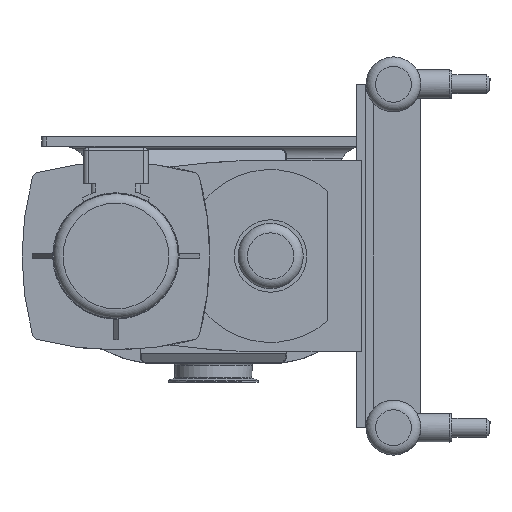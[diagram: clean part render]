
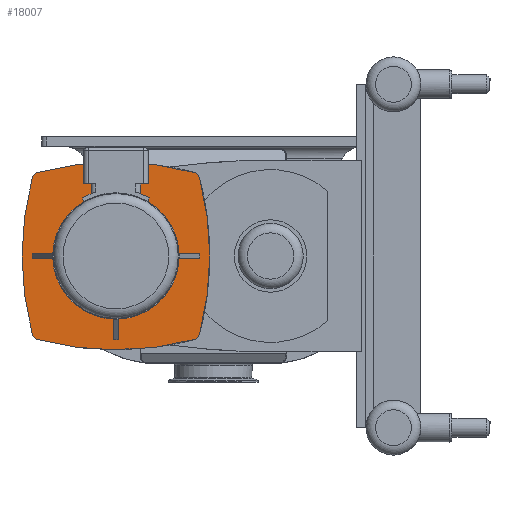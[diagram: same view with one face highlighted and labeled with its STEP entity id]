
A CAD part, left-side view. The second image highlights one B-rep face of the part: STEP entity #18007.
In plain terms, the highlighted planar face has unit normal (-1, 0, 0).
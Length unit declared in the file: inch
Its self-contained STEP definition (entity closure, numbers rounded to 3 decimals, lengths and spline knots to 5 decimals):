
#622=FACE_BOUND('',#3507,.T.);
#1102=CIRCLE('',#19198,0.39);
#1103=CIRCLE('',#19199,15.75);
#1104=CIRCLE('',#19200,0.39);
#1105=CIRCLE('',#19201,15.75);
#1106=CIRCLE('',#19202,0.39);
#1107=CIRCLE('',#19203,15.75);
#1108=CIRCLE('',#19204,0.39);
#1109=CIRCLE('',#19205,15.75);
#1110=CIRCLE('',#19206,2.50338);
#1111=CIRCLE('',#19207,2.50338);
#1112=CIRCLE('',#19208,2.50338);
#1113=CIRCLE('',#19209,2.50338);
#2413=FACE_OUTER_BOUND('',#3506,.T.);
#3506=EDGE_LOOP('',(#12920,#12921,#12922,#12923,#12924,#12925,#12926,#12927));
#3507=EDGE_LOOP('',(#12928,#12929,#12930,#12931,#12932,#12933,#12934,#12935,
#12936,#12937,#12938,#12939,#12940,#12941,#12942,#12943));
#4821=LINE('',#28191,#6224);
#4825=LINE('',#28199,#6228);
#4828=LINE('',#28210,#6231);
#4832=LINE('',#28218,#6235);
#4835=LINE('',#28229,#6238);
#4839=LINE('',#28241,#6242);
#4842=LINE('',#28252,#6245);
#4846=LINE('',#28263,#6249);
#4848=LINE('',#28267,#6251);
#4851=LINE('',#28297,#6254);
#4852=LINE('',#28299,#6255);
#4853=LINE('',#28301,#6256);
#6224=VECTOR('',#21856,0.3937);
#6228=VECTOR('',#21862,0.3937);
#6231=VECTOR('',#21867,0.3937);
#6235=VECTOR('',#21873,0.3937);
#6238=VECTOR('',#21878,0.3937);
#6242=VECTOR('',#21884,0.3937);
#6245=VECTOR('',#21889,0.3937);
#6249=VECTOR('',#21895,0.3937);
#6251=VECTOR('',#21899,0.3937);
#6254=VECTOR('',#21926,0.3937);
#6255=VECTOR('',#21927,0.3937);
#6256=VECTOR('',#21928,0.3937);
#7649=VERTEX_POINT('',#28189);
#7650=VERTEX_POINT('',#28190);
#7653=VERTEX_POINT('',#28198);
#7656=VERTEX_POINT('',#28208);
#7657=VERTEX_POINT('',#28209);
#7660=VERTEX_POINT('',#28217);
#7663=VERTEX_POINT('',#28227);
#7664=VERTEX_POINT('',#28228);
#7668=VERTEX_POINT('',#28240);
#7671=VERTEX_POINT('',#28250);
#7672=VERTEX_POINT('',#28251);
#7676=VERTEX_POINT('',#28266);
#7679=VERTEX_POINT('',#28276);
#7680=VERTEX_POINT('',#28277);
#7681=VERTEX_POINT('',#28279);
#7682=VERTEX_POINT('',#28281);
#7683=VERTEX_POINT('',#28283);
#7684=VERTEX_POINT('',#28285);
#7685=VERTEX_POINT('',#28287);
#7686=VERTEX_POINT('',#28289);
#7687=VERTEX_POINT('',#28294);
#7688=VERTEX_POINT('',#28296);
#7689=VERTEX_POINT('',#28298);
#7690=VERTEX_POINT('',#28300);
#9603=EDGE_CURVE('',#7649,#7650,#4821,.T.);
#9607=EDGE_CURVE('',#7653,#7649,#4825,.T.);
#9611=EDGE_CURVE('',#7656,#7657,#4828,.T.);
#9615=EDGE_CURVE('',#7657,#7660,#4832,.T.);
#9619=EDGE_CURVE('',#7663,#7664,#4835,.T.);
#9624=EDGE_CURVE('',#7668,#7656,#4839,.T.);
#9628=EDGE_CURVE('',#7671,#7672,#4842,.T.);
#9633=EDGE_CURVE('',#7664,#7671,#4846,.T.);
#9635=EDGE_CURVE('',#7650,#7676,#4848,.T.);
#9639=EDGE_CURVE('',#7679,#7680,#1102,.T.);
#9640=EDGE_CURVE('',#7679,#7681,#1103,.T.);
#9641=EDGE_CURVE('',#7682,#7681,#1104,.T.);
#9642=EDGE_CURVE('',#7682,#7683,#1105,.T.);
#9643=EDGE_CURVE('',#7684,#7683,#1106,.T.);
#9644=EDGE_CURVE('',#7684,#7685,#1107,.T.);
#9645=EDGE_CURVE('',#7686,#7685,#1108,.T.);
#9646=EDGE_CURVE('',#7686,#7680,#1109,.T.);
#9647=EDGE_CURVE('',#7672,#7653,#1110,.T.);
#9648=EDGE_CURVE('',#7676,#7668,#1111,.T.);
#9649=EDGE_CURVE('',#7660,#7687,#1112,.T.);
#9650=EDGE_CURVE('',#7687,#7688,#4851,.T.);
#9651=EDGE_CURVE('',#7688,#7689,#4852,.T.);
#9652=EDGE_CURVE('',#7689,#7690,#4853,.T.);
#9653=EDGE_CURVE('',#7690,#7663,#1113,.T.);
#12920=ORIENTED_EDGE('',*,*,#9639,.F.);
#12921=ORIENTED_EDGE('',*,*,#9640,.T.);
#12922=ORIENTED_EDGE('',*,*,#9641,.F.);
#12923=ORIENTED_EDGE('',*,*,#9642,.T.);
#12924=ORIENTED_EDGE('',*,*,#9643,.F.);
#12925=ORIENTED_EDGE('',*,*,#9644,.T.);
#12926=ORIENTED_EDGE('',*,*,#9645,.F.);
#12927=ORIENTED_EDGE('',*,*,#9646,.T.);
#12928=ORIENTED_EDGE('',*,*,#9619,.T.);
#12929=ORIENTED_EDGE('',*,*,#9633,.T.);
#12930=ORIENTED_EDGE('',*,*,#9628,.T.);
#12931=ORIENTED_EDGE('',*,*,#9647,.T.);
#12932=ORIENTED_EDGE('',*,*,#9607,.T.);
#12933=ORIENTED_EDGE('',*,*,#9603,.T.);
#12934=ORIENTED_EDGE('',*,*,#9635,.T.);
#12935=ORIENTED_EDGE('',*,*,#9648,.T.);
#12936=ORIENTED_EDGE('',*,*,#9624,.T.);
#12937=ORIENTED_EDGE('',*,*,#9611,.T.);
#12938=ORIENTED_EDGE('',*,*,#9615,.T.);
#12939=ORIENTED_EDGE('',*,*,#9649,.T.);
#12940=ORIENTED_EDGE('',*,*,#9650,.T.);
#12941=ORIENTED_EDGE('',*,*,#9651,.T.);
#12942=ORIENTED_EDGE('',*,*,#9652,.T.);
#12943=ORIENTED_EDGE('',*,*,#9653,.T.);
#17433=PLANE('',#19197);
#18007=ADVANCED_FACE('',(#2413,#622),#17433,.F.);
#19197=AXIS2_PLACEMENT_3D('',#28275,#21902,#21903);
#19198=AXIS2_PLACEMENT_3D('',#28278,#21904,#21905);
#19199=AXIS2_PLACEMENT_3D('',#28280,#21906,#21907);
#19200=AXIS2_PLACEMENT_3D('',#28282,#21908,#21909);
#19201=AXIS2_PLACEMENT_3D('',#28284,#21910,#21911);
#19202=AXIS2_PLACEMENT_3D('',#28286,#21912,#21913);
#19203=AXIS2_PLACEMENT_3D('',#28288,#21914,#21915);
#19204=AXIS2_PLACEMENT_3D('',#28290,#21916,#21917);
#19205=AXIS2_PLACEMENT_3D('',#28291,#21918,#21919);
#19206=AXIS2_PLACEMENT_3D('',#28292,#21920,#21921);
#19207=AXIS2_PLACEMENT_3D('',#28293,#21922,#21923);
#19208=AXIS2_PLACEMENT_3D('',#28295,#21924,#21925);
#19209=AXIS2_PLACEMENT_3D('',#28302,#21929,#21930);
#21856=DIRECTION('',(0.,0.,-1.));
#21862=DIRECTION('',(0.,-1.,0.));
#21867=DIRECTION('',(0.,1.,0.));
#21873=DIRECTION('',(0.,0.,1.));
#21878=DIRECTION('',(0.,0.,1.));
#21884=DIRECTION('',(0.,0.,-1.));
#21889=DIRECTION('',(0.,0.,-1.));
#21895=DIRECTION('',(0.,-1.,0.));
#21899=DIRECTION('',(0.,1.,0.));
#21902=DIRECTION('center_axis',(1.,0.,0.));
#21903=DIRECTION('ref_axis',(0.,0.,
-1.));
#21904=DIRECTION('center_axis',(1.,0.,0.));
#21905=DIRECTION('ref_axis',(0.,-0.707,0.707));
#21906=DIRECTION('center_axis',(-1.,0.,0.));
#21907=DIRECTION('ref_axis',(0.,-0.274,-0.962));
#21908=DIRECTION('center_axis',(1.,0.,0.));
#21909=DIRECTION('ref_axis',(0.,0.707,0.707));
#21910=DIRECTION('center_axis',(-1.,0.,0.));
#21911=DIRECTION('ref_axis',(0.,-0.962,0.274));
#21912=DIRECTION('center_axis',(1.,0.,0.));
#21913=DIRECTION('ref_axis',(0.,0.707,-0.707));
#21914=DIRECTION('center_axis',(-1.,0.,0.));
#21915=DIRECTION('ref_axis',(0.,0.274,0.962));
#21916=DIRECTION('center_axis',(1.,0.,0.));
#21917=DIRECTION('ref_axis',(0.,-0.707,-0.707));
#21918=DIRECTION('center_axis',(-1.,0.,0.));
#21919=DIRECTION('ref_axis',(0.,0.962,-0.274));
#21920=DIRECTION('center_axis',(1.,0.,0.));
#21921=DIRECTION('ref_axis',(0.,1.,0.));
#21922=DIRECTION('center_axis',(1.,0.,0.));
#21923=DIRECTION('ref_axis',(0.,1.,0.));
#21924=DIRECTION('center_axis',(1.,0.,0.));
#21925=DIRECTION('ref_axis',(0.,1.,0.));
#21926=DIRECTION('',(0.,1.,0.));
#21927=DIRECTION('',(0.,0.,1.));
#21928=DIRECTION('',(0.,-1.,0.));
#21929=DIRECTION('center_axis',(1.,0.,0.));
#21930=DIRECTION('ref_axis',(0.,1.,0.));
#28189=CARTESIAN_POINT('',(-29.027,0.72313,0.118));
#28190=CARTESIAN_POINT('',(-29.027,0.72313,-0.118));
#28191=CARTESIAN_POINT('',(-29.027,0.72313,0.));
#28198=CARTESIAN_POINT('',(-29.027,2.6094,0.118));
#28199=CARTESIAN_POINT('',(-29.027,4.13711,0.118));
#28208=CARTESIAN_POINT('',(-29.027,4.992,-4.38687));
#28209=CARTESIAN_POINT('',(-29.027,5.228,-4.38687));
#28210=CARTESIAN_POINT('',(-29.027,5.11,-4.38687));
#28217=CARTESIAN_POINT('',(-29.027,5.228,-2.5006));
#28218=CARTESIAN_POINT('',(-29.027,5.228,-0.97289));
#28227=CARTESIAN_POINT('',(-29.027,5.228,2.5006));
#28228=CARTESIAN_POINT('',(-29.027,5.228,4.38687));
#28229=CARTESIAN_POINT('',(-29.027,5.228,-0.97289));
#28240=CARTESIAN_POINT('',(-29.027,4.992,-2.5006));
#28241=CARTESIAN_POINT('',(-29.027,4.992,-0.97289));
#28250=CARTESIAN_POINT('',(-29.027,4.992,4.38687));
#28251=CARTESIAN_POINT('',(-29.027,4.992,2.5006));
#28252=CARTESIAN_POINT('',(-29.027,4.992,0.97289));
#28263=CARTESIAN_POINT('',(-29.027,5.11,4.38687));
#28266=CARTESIAN_POINT('',(-29.027,2.6094,-0.118));
#28267=CARTESIAN_POINT('',(-29.027,4.13711,-0.118));
#28275=CARTESIAN_POINT('Origin',(-29.027,5.11,0.));
#28276=CARTESIAN_POINT('',(-29.027,1.00721,4.37774));
#28277=CARTESIAN_POINT('',(-29.027,0.73226,4.10279));
#28278=CARTESIAN_POINT('Origin',(-29.027,1.1088,4.0012));
#28279=CARTESIAN_POINT('',(-29.027,9.21279,4.37774));
#28280=CARTESIAN_POINT('Origin',(-29.027,5.11,-10.8285));
#28281=CARTESIAN_POINT('',(-29.027,9.48774,4.10279));
#28282=CARTESIAN_POINT('Origin',(-29.027,9.1112,4.0012));
#28283=CARTESIAN_POINT('',(-29.027,9.48774,-4.10279));
#28284=CARTESIAN_POINT('Origin',(-29.027,-5.7185,0.));
#28285=CARTESIAN_POINT('',(-29.027,9.21279,-4.37774));
#28286=CARTESIAN_POINT('Origin',(-29.027,9.1112,-4.0012));
#28287=CARTESIAN_POINT('',(-29.027,1.00721,-4.37774));
#28288=CARTESIAN_POINT('Origin',(-29.027,5.11,10.8285));
#28289=CARTESIAN_POINT('',(-29.027,0.73226,-4.10279));
#28290=CARTESIAN_POINT('Origin',(-29.027,1.1088,-4.0012));
#28291=CARTESIAN_POINT('Origin',(-29.027,15.9385,0.));
#28292=CARTESIAN_POINT('Origin',(-29.027,5.11,0.));
#28293=CARTESIAN_POINT('Origin',(-29.027,5.11,0.));
#28294=CARTESIAN_POINT('',(-29.027,7.6106,-0.118));
#28295=CARTESIAN_POINT('Origin',(-29.027,5.11,0.));
#28296=CARTESIAN_POINT('',(-29.027,9.49687,-0.118));
#28297=CARTESIAN_POINT('',(-29.027,6.08289,-0.118));
#28298=CARTESIAN_POINT('',(-29.027,9.49687,0.118));
#28299=CARTESIAN_POINT('',(-29.027,9.49687,0.));
#28300=CARTESIAN_POINT('',(-29.027,7.6106,0.118));
#28301=CARTESIAN_POINT('',(-29.027,6.08289,0.118));
#28302=CARTESIAN_POINT('Origin',(-29.027,5.11,0.));
